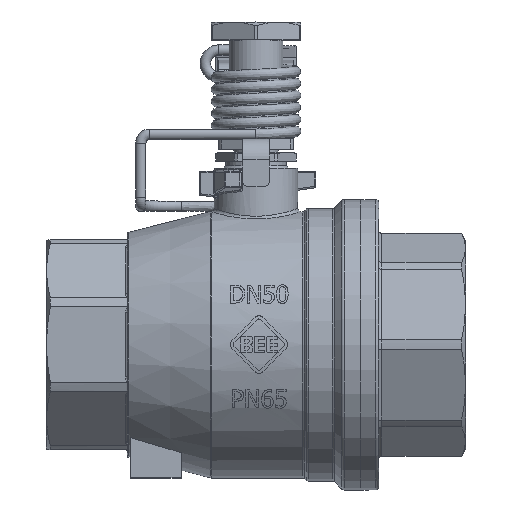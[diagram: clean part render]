
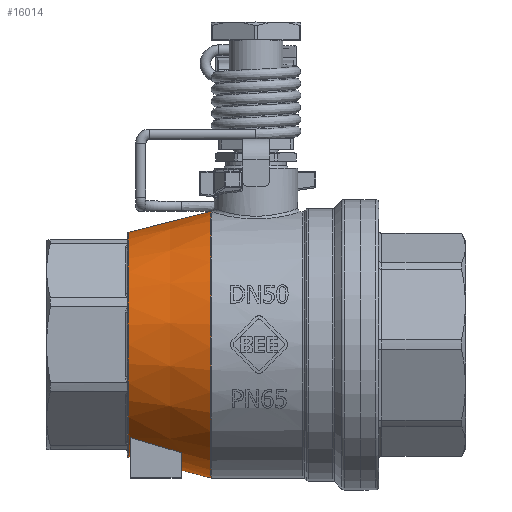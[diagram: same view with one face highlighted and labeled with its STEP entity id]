
A CAD part, top view. The second image highlights one B-rep face of the part: STEP entity #16014.
In plain terms, the highlighted conical face has half-angle 14.036 degrees and reference radius 41 mm.
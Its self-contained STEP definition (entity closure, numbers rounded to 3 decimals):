
#44=CONICAL_SURFACE('',#17141,41.,0.245);
#84=(
BOUNDED_CURVE()
B_SPLINE_CURVE(2,(#25411,#25412,#25413),.UNSPECIFIED.,.F.,.F.)
B_SPLINE_CURVE_WITH_KNOTS((3,3),(0.,1.773),.UNSPECIFIED.)
CURVE()
GEOMETRIC_REPRESENTATION_ITEM()
RATIONAL_B_SPLINE_CURVE((1.,1.002,1.))
REPRESENTATION_ITEM('')
);
#85=(
BOUNDED_CURVE()
B_SPLINE_CURVE(2,(#25417,#25418,#25419),.UNSPECIFIED.,.F.,.F.)
B_SPLINE_CURVE_WITH_KNOTS((3,3),(0.,1.773),.UNSPECIFIED.)
CURVE()
GEOMETRIC_REPRESENTATION_ITEM()
RATIONAL_B_SPLINE_CURVE((1.,1.002,1.))
REPRESENTATION_ITEM('')
);
#773=FACE_BOUND('',#2471,.T.);
#1016=B_SPLINE_CURVE_WITH_KNOTS('',3,(#25394,#25395,#25396,#25397,#25398),
 .UNSPECIFIED.,.F.,.F.,(4,1,4),(0.,0.157,0.183),
 .UNSPECIFIED.);
#1017=B_SPLINE_CURVE_WITH_KNOTS('',3,(#25399,#25400,#25401,#25402),
 .UNSPECIFIED.,.F.,.F.,(4,4),(0.183,0.367),
 .UNSPECIFIED.);
#1529=FACE_OUTER_BOUND('',#2470,.T.);
#2470=EDGE_LOOP('',(#10763,#10764,#10765,#10766,#10767,#10768,#10769));
#2471=EDGE_LOOP('',(#10770,#10771,#10772,#10773));
#3521=CIRCLE('',#17139,44.47);
#3523=CIRCLE('',#17142,37.595);
#3524=CIRCLE('',#17143,37.595);
#3525=CIRCLE('',#17144,37.75);
#3526=CIRCLE('',#17145,42.);
#4003=LINE('',#25405,#5174);
#5174=VECTOR('',#18826,41.);
#6601=VERTEX_POINT('',#25363);
#6602=VERTEX_POINT('',#25365);
#6603=VERTEX_POINT('',#25393);
#6604=VERTEX_POINT('',#25404);
#6605=VERTEX_POINT('',#25406);
#6606=VERTEX_POINT('',#25409);
#6607=VERTEX_POINT('',#25410);
#6608=VERTEX_POINT('',#25414);
#6609=VERTEX_POINT('',#25416);
#8195=EDGE_CURVE('',#6601,#6602,#3521,.T.);
#8198=EDGE_CURVE('',#6602,#6603,#1016,.T.);
#8199=EDGE_CURVE('',#6603,#6601,#1017,.T.);
#8200=EDGE_CURVE('',#6603,#6604,#4003,.T.);
#8201=EDGE_CURVE('',#6605,#6604,#3523,.T.);
#8202=EDGE_CURVE('',#6604,#6605,#3524,.T.);
#8203=EDGE_CURVE('',#6606,#6607,#84,.T.);
#8204=EDGE_CURVE('',#6607,#6608,#3525,.T.);
#8205=EDGE_CURVE('',#6608,#6609,#85,.T.);
#8206=EDGE_CURVE('',#6609,#6606,#3526,.T.);
#10763=ORIENTED_EDGE('',*,*,#8195,.F.);
#10764=ORIENTED_EDGE('',*,*,#8199,.F.);
#10765=ORIENTED_EDGE('',*,*,#8200,.T.);
#10766=ORIENTED_EDGE('',*,*,#8201,.F.);
#10767=ORIENTED_EDGE('',*,*,#8202,.F.);
#10768=ORIENTED_EDGE('',*,*,#8200,.F.);
#10769=ORIENTED_EDGE('',*,*,#8198,.F.);
#10770=ORIENTED_EDGE('',*,*,#8203,.T.);
#10771=ORIENTED_EDGE('',*,*,#8204,.T.);
#10772=ORIENTED_EDGE('',*,*,#8205,.T.);
#10773=ORIENTED_EDGE('',*,*,#8206,.T.);
#16014=ADVANCED_FACE('',(#1529,#773),#44,.T.);
#17139=AXIS2_PLACEMENT_3D('',#25366,#18820,#18821);
#17141=AXIS2_PLACEMENT_3D('',#25403,#18824,#18825);
#17142=AXIS2_PLACEMENT_3D('',#25407,#18827,#18828);
#17143=AXIS2_PLACEMENT_3D('',#25408,#18829,#18830);
#17144=AXIS2_PLACEMENT_3D('',#25415,#18831,#18832);
#17145=AXIS2_PLACEMENT_3D('',#25420,#18833,#18834);
#18820=DIRECTION('center_axis',(1.,0.,0.));
#18821=DIRECTION('ref_axis',(0.,-1.,0.));
#18824=DIRECTION('center_axis',(1.,0.,0.));
#18825=DIRECTION('ref_axis',(0.,-1.,0.));
#18826=DIRECTION('',(-0.97,-0.243,0.));
#18827=DIRECTION('center_axis',(-1.,0.,0.));
#18828=DIRECTION('ref_axis',(0.,-0.933,0.359));
#18829=DIRECTION('center_axis',(-1.,0.,0.));
#18830=DIRECTION('ref_axis',(0.,-0.933,0.359));
#18831=DIRECTION('center_axis',(-1.,0.,0.));
#18832=DIRECTION('ref_axis',(0.,-1.,0.));
#18833=DIRECTION('center_axis',(1.,0.,0.));
#18834=DIRECTION('ref_axis',(0.,-1.,0.));
#25363=CARTESIAN_POINT('',(-15.119,44.431,1.874));
#25365=CARTESIAN_POINT('',(-15.119,44.431,-1.874));
#25366=CARTESIAN_POINT('Origin',(-15.119,0.,0.));
#25393=CARTESIAN_POINT('',(-15.099,44.475,0.));
#25394=CARTESIAN_POINT('Ctrl Pts',(-15.119,44.431,-1.874));
#25395=CARTESIAN_POINT('Ctrl Pts',(-15.119,44.453,-1.339));
#25396=CARTESIAN_POINT('Ctrl Pts',(-15.099,44.473,-0.714));
#25397=CARTESIAN_POINT('Ctrl Pts',(-15.099,44.475,-0.089));
#25398=CARTESIAN_POINT('Ctrl Pts',(-15.099,44.475,0.));
#25399=CARTESIAN_POINT('Ctrl Pts',(-15.099,44.475,0.));
#25400=CARTESIAN_POINT('Ctrl Pts',(-15.101,44.475,0.625));
#25401=CARTESIAN_POINT('Ctrl Pts',(-15.119,44.457,1.25));
#25402=CARTESIAN_POINT('Ctrl Pts',(-15.119,44.431,1.874));
#25403=CARTESIAN_POINT('Origin',(-29.,0.,0.));
#25404=CARTESIAN_POINT('',(-42.621,37.595,0.));
#25405=CARTESIAN_POINT('',(-29.,41.,0.));
#25406=CARTESIAN_POINT('',(-42.621,0.,37.595));
#25407=CARTESIAN_POINT('Origin',(-42.621,0.,
0.));
#25408=CARTESIAN_POINT('Origin',(-42.621,0.,
0.));
#25409=CARTESIAN_POINT('',(-25.,-36.08,-21.5));
#25410=CARTESIAN_POINT('',(-42.,-31.029,-21.5));
#25411=CARTESIAN_POINT('Ctrl Pts',(-25.,-36.08,-21.5));
#25412=CARTESIAN_POINT('Ctrl Pts',(-34.14,-33.42,
-21.5));
#25413=CARTESIAN_POINT('Ctrl Pts',(-42.,-31.029,-21.5));
#25414=CARTESIAN_POINT('',(-42.,-31.029,21.5));
#25415=CARTESIAN_POINT('Origin',(-42.,0.,0.));
#25416=CARTESIAN_POINT('',(-25.,-36.08,21.5));
#25417=CARTESIAN_POINT('Ctrl Pts',(-42.,-31.029,21.5));
#25418=CARTESIAN_POINT('Ctrl Pts',(-34.14,-33.42,
21.5));
#25419=CARTESIAN_POINT('Ctrl Pts',(-25.,-36.08,21.5));
#25420=CARTESIAN_POINT('Origin',(-25.,0.,0.));
